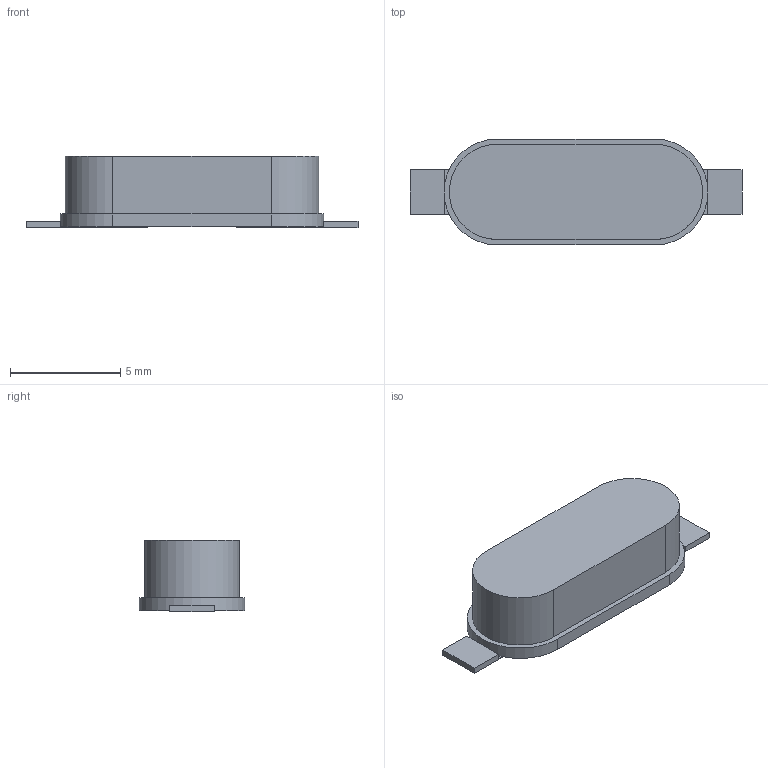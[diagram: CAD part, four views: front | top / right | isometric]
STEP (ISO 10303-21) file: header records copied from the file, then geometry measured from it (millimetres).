
FILE_DESCRIPTION(('STEP AP214'),'1');
FILE_NAME('H32_RAM','2023-03-24T14:53:17',(''),(''),'','','');
FILE_SCHEMA(('AUTOMOTIVE_DESIGN'));
Length unit declared in the file: millimetre
Products named in the file (1): product
Bounding box: 15.09 x 4.8 x 3.25 mm (x, y, z)
Volume: 152.9 mm3; surface area: 336.7 mm2
Topology: 4 solids, 4 shells, 28 faces, 60 edges, 40 vertices
Faces by surface type: plane 24, cylinder 4
Entity records: 764 total; most frequent: DIRECTION 126, ORIENTED_EDGE 120, CARTESIAN_POINT 77, EDGE_CURVE 60, LINE 52, VECTOR 52, VERTEX_POINT 40, AXIS2_PLACEMENT_3D 37
